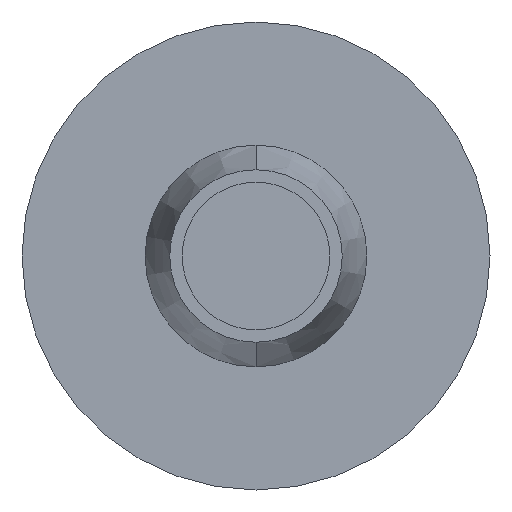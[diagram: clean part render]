
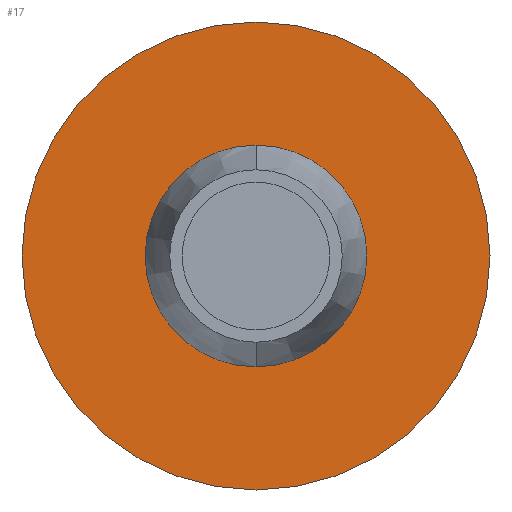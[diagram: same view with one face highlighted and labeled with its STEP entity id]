
A CAD part, front view. The second image highlights one B-rep face of the part: STEP entity #17.
In plain terms, the highlighted planar face has unit normal (0, -1, 0).
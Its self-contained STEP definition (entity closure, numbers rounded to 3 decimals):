
#1 = EDGE_LOOP ( 'NONE', ( #23, #9 ) ) ;
#9 = ORIENTED_EDGE ( 'NONE', *, *, #24, .F. ) ;
#12 = ORIENTED_EDGE ( 'NONE', *, *, #90, .T. ) ;
#16 = EDGE_CURVE ( 'NONE', #85, #123, #151, .T. ) ;
#17 = ADVANCED_FACE ( 'NONE', ( #202, #237 ), #233, .F. ) ;
#22 = ORIENTED_EDGE ( 'NONE', *, *, #16, .T. ) ;
#23 = ORIENTED_EDGE ( 'NONE', *, *, #36, .F. ) ;
#24 = EDGE_CURVE ( 'NONE', #49, #53, #230, .T. ) ;
#27 = EDGE_LOOP ( 'NONE', ( #12, #22 ) ) ;
#36 = EDGE_CURVE ( 'NONE', #53, #49, #320, .T. ) ;
#46 = DIRECTION ( 'NONE',  ( 0., 1., 0. ) ) ;
#49 = VERTEX_POINT ( 'NONE', #216 ) ;
#53 = VERTEX_POINT ( 'NONE', #214 ) ;
#74 = DIRECTION ( 'NONE',  ( 0., 0., 1. ) ) ;
#85 = VERTEX_POINT ( 'NONE', #277 ) ;
#90 = EDGE_CURVE ( 'NONE', #123, #85, #301, .T. ) ;
#123 = VERTEX_POINT ( 'NONE', #189 ) ;
#149 = CARTESIAN_POINT ( 'NONE',  ( 0., -6., 0. ) ) ;
#150 = AXIS2_PLACEMENT_3D ( 'NONE', #149, #46, #74 ) ;
#151 = CIRCLE ( 'NONE', #150, 4. ) ;
#189 = CARTESIAN_POINT ( 'NONE',  ( 0., -6., 4. ) ) ;
#202 = FACE_OUTER_BOUND ( 'NONE', #1, .T. ) ;
#214 = CARTESIAN_POINT ( 'NONE',  ( 0., -6., 9.5 ) ) ;
#216 = CARTESIAN_POINT ( 'NONE',  ( 0., -6., -9.5 ) ) ;
#230 = CIRCLE ( 'NONE', #307, 9.5 ) ;
#231 = DIRECTION ( 'NONE',  ( 0., 1., 0. ) ) ;
#233 = PLANE ( 'NONE',  #244 ) ;
#235 = DIRECTION ( 'NONE',  ( 0., 1., 0. ) ) ;
#237 = FACE_BOUND ( 'NONE', #27, .T. ) ;
#242 = CARTESIAN_POINT ( 'NONE',  ( 0., -6., 0. ) ) ;
#244 = AXIS2_PLACEMENT_3D ( 'NONE', #309, #231, #367 ) ;
#277 = CARTESIAN_POINT ( 'NONE',  ( 0., -6., -4. ) ) ;
#297 = DIRECTION ( 'NONE',  ( 0., 0., 1. ) ) ;
#298 = DIRECTION ( 'NONE',  ( 0., 1., 0. ) ) ;
#299 = CARTESIAN_POINT ( 'NONE',  ( 0., -6., 0. ) ) ;
#300 = AXIS2_PLACEMENT_3D ( 'NONE', #299, #298, #297 ) ;
#301 = CIRCLE ( 'NONE', #300, 4. ) ;
#307 = AXIS2_PLACEMENT_3D ( 'NONE', #366, #235, #370 ) ;
#309 = CARTESIAN_POINT ( 'NONE',  ( 9.5, -6., 0. ) ) ;
#317 = DIRECTION ( 'NONE',  ( 0., 0., 1. ) ) ;
#318 = DIRECTION ( 'NONE',  ( 0., 1., 0. ) ) ;
#319 = AXIS2_PLACEMENT_3D ( 'NONE', #242, #318, #317 ) ;
#320 = CIRCLE ( 'NONE', #319, 9.5 ) ;
#366 = CARTESIAN_POINT ( 'NONE',  ( 0., -6., 0. ) ) ;
#367 = DIRECTION ( 'NONE',  ( 0., 0., 1. ) ) ;
#370 = DIRECTION ( 'NONE',  ( 0., 0., 1. ) ) ;
